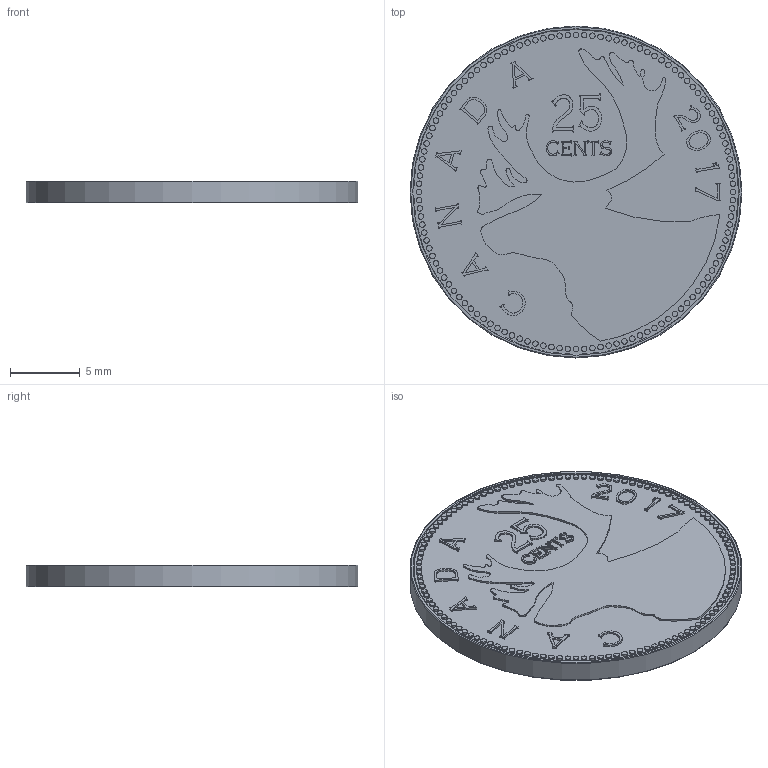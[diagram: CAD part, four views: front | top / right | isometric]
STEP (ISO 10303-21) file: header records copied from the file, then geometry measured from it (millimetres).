
FILE_DESCRIPTION((''),'1');
FILE_NAME('CDN Quarter.stp', '2017-04-06T13:05:16',(''), (''), 'KCM Version 1.1.2016.0', 'Kubotek KeyCreator', '');
FILE_SCHEMA(('AUTOMOTIVE_DESIGN'));
Length unit declared in the file: millimetre
Bounding box: 23.88 x 23.88 x 1.58 mm (x, y, z)
Volume: 621.9 mm3; surface area: 1077.4 mm2
Topology: 1 solids, 1 shells, 847 faces, 2096 edges, 1396 vertices
Faces by surface type: plane 352, cylinder 293, bspline 195, torus 4, extrusion 3
Full cylindrical faces by diameter (mm): 0.4 x120, 23.38 x2, 23.88 x1
Entity records: 29054 total; most frequent: CARTESIAN_POINT 9599, ORIENTED_EDGE 4192, DIRECTION 3609, EDGE_CURVE 2096, VERTEX_POINT 1396, AXIS2_PLACEMENT_3D 1253, VECTOR 1103, LINE 1100
